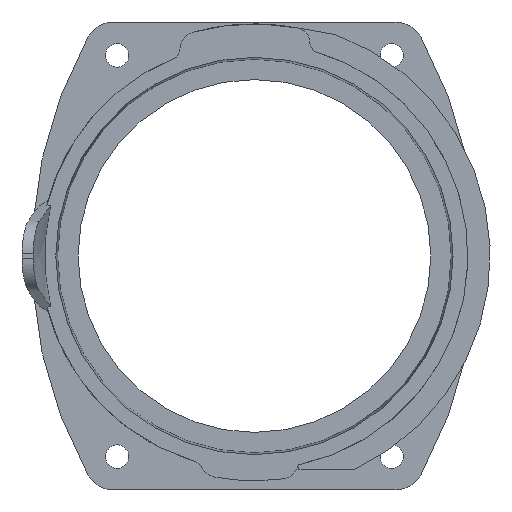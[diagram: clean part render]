
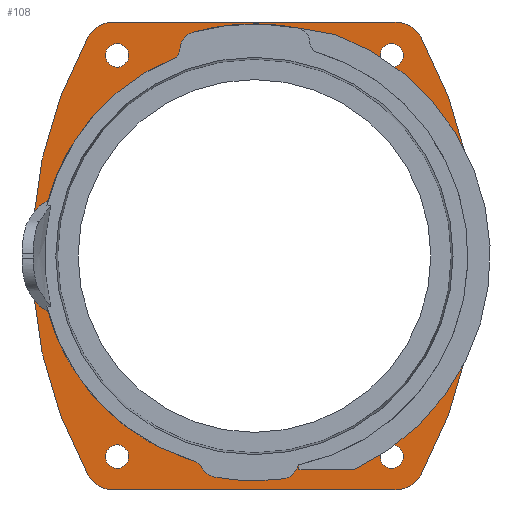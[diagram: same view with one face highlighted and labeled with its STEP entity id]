
A CAD part, front view. The second image highlights one B-rep face of the part: STEP entity #108.
In plain terms, the highlighted planar face has unit normal (0, -1, 0).
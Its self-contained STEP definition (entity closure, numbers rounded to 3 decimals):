
#108 = ADVANCED_FACE( '', ( #210, #211, #212, #213, #214, #215 ), #216, .F. );
#210 = FACE_BOUND( '', #356, .T. );
#211 = FACE_BOUND( '', #357, .T. );
#212 = FACE_BOUND( '', #358, .T. );
#213 = FACE_BOUND( '', #359, .T. );
#214 = FACE_BOUND( '', #360, .T. );
#215 = FACE_OUTER_BOUND( '', #361, .T. );
#216 = PLANE( '', #362 );
#356 = EDGE_LOOP( '', ( #689 ) );
#357 = EDGE_LOOP( '', ( #690 ) );
#358 = EDGE_LOOP( '', ( #691 ) );
#359 = EDGE_LOOP( '', ( #692 ) );
#360 = EDGE_LOOP( '', ( #693 ) );
#361 = EDGE_LOOP( '', ( #694, #695, #696, #697, #698, #699, #700, #701 ) );
#362 = AXIS2_PLACEMENT_3D( '', #702, #703, #704 );
#689 = ORIENTED_EDGE( '', *, *, #1020, .T. );
#690 = ORIENTED_EDGE( '', *, *, #1016, .T. );
#691 = ORIENTED_EDGE( '', *, *, #1014, .T. );
#692 = ORIENTED_EDGE( '', *, *, #1012, .T. );
#693 = ORIENTED_EDGE( '', *, *, #1010, .T. );
#694 = ORIENTED_EDGE( '', *, *, #990, .F. );
#695 = ORIENTED_EDGE( '', *, *, #1019, .F. );
#696 = ORIENTED_EDGE( '', *, *, #1008, .F. );
#697 = ORIENTED_EDGE( '', *, *, #1005, .F. );
#698 = ORIENTED_EDGE( '', *, *, #1002, .F. );
#699 = ORIENTED_EDGE( '', *, *, #999, .F. );
#700 = ORIENTED_EDGE( '', *, *, #996, .F. );
#701 = ORIENTED_EDGE( '', *, *, #993, .F. );
#702 = CARTESIAN_POINT( '', ( -37.855, -6., -55. ) );
#703 = DIRECTION( '', ( 0., 1., 0. ) );
#704 = DIRECTION( '', ( 0., 0., 1. ) );
#990 = EDGE_CURVE( '', #1204, #1206, #1207, .T. );
#993 = EDGE_CURVE( '', #1206, #1211, #1212, .T. );
#996 = EDGE_CURVE( '', #1211, #1216, #1217, .T. );
#999 = EDGE_CURVE( '', #1216, #1221, #1222, .T. );
#1002 = EDGE_CURVE( '', #1221, #1226, #1227, .T. );
#1005 = EDGE_CURVE( '', #1226, #1231, #1232, .T. );
#1008 = EDGE_CURVE( '', #1231, #1236, #1237, .T. );
#1010 = EDGE_CURVE( '', #1239, #1239, #1240, .T. );
#1012 = EDGE_CURVE( '', #1243, #1243, #1244, .T. );
#1014 = EDGE_CURVE( '', #1247, #1247, #1248, .T. );
#1016 = EDGE_CURVE( '', #1251, #1251, #1252, .T. );
#1019 = EDGE_CURVE( '', #1236, #1204, #1256, .T. );
#1020 = EDGE_CURVE( '', #1257, #1257, #1258, .T. );
#1204 = VERTEX_POINT( '', #1702 );
#1206 = VERTEX_POINT( '', #1705 );
#1207 = CIRCLE( '', #1706, 8. );
#1211 = VERTEX_POINT( '', #1711 );
#1212 = CIRCLE( '', #1712, 122. );
#1216 = VERTEX_POINT( '', #1717 );
#1217 = CIRCLE( '', #1718, 8. );
#1221 = VERTEX_POINT( '', #1724 );
#1222 = LINE( '', #1725, #1726 );
#1226 = VERTEX_POINT( '', #1731 );
#1227 = CIRCLE( '', #1732, 8. );
#1231 = VERTEX_POINT( '', #1737 );
#1232 = CIRCLE( '', #1738, 122. );
#1236 = VERTEX_POINT( '', #1743 );
#1237 = CIRCLE( '', #1744, 8. );
#1239 = VERTEX_POINT( '', #1747 );
#1240 = CIRCLE( '', #1748, 3.15 );
#1243 = VERTEX_POINT( '', #1751 );
#1244 = CIRCLE( '', #1752, 3.15 );
#1247 = VERTEX_POINT( '', #1755 );
#1248 = CIRCLE( '', #1756, 3.15 );
#1251 = VERTEX_POINT( '', #1759 );
#1252 = CIRCLE( '', #1760, 3.15 );
#1256 = LINE( '', #1765, #1766 );
#1257 = VERTEX_POINT( '', #1767 );
#1258 = CIRCLE( '', #1768, 51.496 );
#1702 = CARTESIAN_POINT( '', ( -37.855, -6., -63. ) );
#1705 = CARTESIAN_POINT( '', ( -44.862, -6., -58.86 ) );
#1706 = AXIS2_PLACEMENT_3D( '', #2015, #2016, #2017 );
#1711 = CARTESIAN_POINT( '', ( -44.862, -6., 58.86 ) );
#1712 = AXIS2_PLACEMENT_3D( '', #2022, #2023, #2024 );
#1717 = CARTESIAN_POINT( '', ( -37.855, -6., 63. ) );
#1718 = AXIS2_PLACEMENT_3D( '', #2029, #2030, #2031 );
#1724 = CARTESIAN_POINT( '', ( 37.855, -6., 63. ) );
#1725 = CARTESIAN_POINT( '', ( -37.855, -6., 63. ) );
#1726 = VECTOR( '', #2034, 1000. );
#1731 = CARTESIAN_POINT( '', ( 44.862, -6., 58.86 ) );
#1732 = AXIS2_PLACEMENT_3D( '', #2039, #2040, #2041 );
#1737 = CARTESIAN_POINT( '', ( 44.862, -6., -58.86 ) );
#1738 = AXIS2_PLACEMENT_3D( '', #2046, #2047, #2048 );
#1743 = CARTESIAN_POINT( '', ( 37.855, -6., -63. ) );
#1744 = AXIS2_PLACEMENT_3D( '', #2053, #2054, #2055 );
#1747 = CARTESIAN_POINT( '', ( 40.15, -6., -54. ) );
#1748 = AXIS2_PLACEMENT_3D( '', #2057, #2058, #2059 );
#1751 = CARTESIAN_POINT( '', ( 40.15, -6., 54. ) );
#1752 = AXIS2_PLACEMENT_3D( '', #2063, #2064, #2065 );
#1755 = CARTESIAN_POINT( '', ( -33.85, -6., -54. ) );
#1756 = AXIS2_PLACEMENT_3D( '', #2069, #2070, #2071 );
#1759 = CARTESIAN_POINT( '', ( -33.85, -6., 54. ) );
#1760 = AXIS2_PLACEMENT_3D( '', #2075, #2076, #2077 );
#1765 = CARTESIAN_POINT( '', ( 37.855, -6., -63. ) );
#1766 = VECTOR( '', #2082, 1000. );
#1767 = CARTESIAN_POINT( '', ( 0., -6., 51.496 ) );
#1768 = AXIS2_PLACEMENT_3D( '', #2083, #2084, #2085 );
#2015 = CARTESIAN_POINT( '', ( -37.855, -6., -55. ) );
#2016 = DIRECTION( '', ( 0., 1., 0. ) );
#2017 = DIRECTION( '', ( 1., 0., 0. ) );
#2022 = CARTESIAN_POINT( '', ( 62., -6., 0. ) );
#2023 = DIRECTION( '', ( 0., 1., 0. ) );
#2024 = DIRECTION( '', ( 1., 0., 0. ) );
#2029 = CARTESIAN_POINT( '', ( -37.855, -6., 55. ) );
#2030 = DIRECTION( '', ( 0., 1., 0. ) );
#2031 = DIRECTION( '', ( 1., 0., 0. ) );
#2034 = DIRECTION( '', ( 1., 0., 0. ) );
#2039 = CARTESIAN_POINT( '', ( 37.855, -6., 55. ) );
#2040 = DIRECTION( '', ( 0., 1., 0. ) );
#2041 = DIRECTION( '', ( 1., 0., 0. ) );
#2046 = CARTESIAN_POINT( '', ( -62., -6., 0. ) );
#2047 = DIRECTION( '', ( 0., 1., 0. ) );
#2048 = DIRECTION( '', ( 1., 0., 0. ) );
#2053 = CARTESIAN_POINT( '', ( 37.855, -6., -55. ) );
#2054 = DIRECTION( '', ( 0., 1., 0. ) );
#2055 = DIRECTION( '', ( 1., 0., 0. ) );
#2057 = CARTESIAN_POINT( '', ( 37., -6., -54. ) );
#2058 = DIRECTION( '', ( 0., 1., 0. ) );
#2059 = DIRECTION( '', ( 1., 0., 0. ) );
#2063 = CARTESIAN_POINT( '', ( 37., -6., 54. ) );
#2064 = DIRECTION( '', ( 0., 1., 0. ) );
#2065 = DIRECTION( '', ( 1., 0., 0. ) );
#2069 = CARTESIAN_POINT( '', ( -37., -6., -54. ) );
#2070 = DIRECTION( '', ( 0., 1., 0. ) );
#2071 = DIRECTION( '', ( 1., 0., 0. ) );
#2075 = CARTESIAN_POINT( '', ( -37., -6., 54. ) );
#2076 = DIRECTION( '', ( 0., 1., 0. ) );
#2077 = DIRECTION( '', ( 1., 0., 0. ) );
#2082 = DIRECTION( '', ( -1., 0., 0. ) );
#2083 = CARTESIAN_POINT( '', ( 0., -6., 0. ) );
#2084 = DIRECTION( '', ( 0., 1., 0. ) );
#2085 = DIRECTION( '', ( 0., 0., 1. ) );
